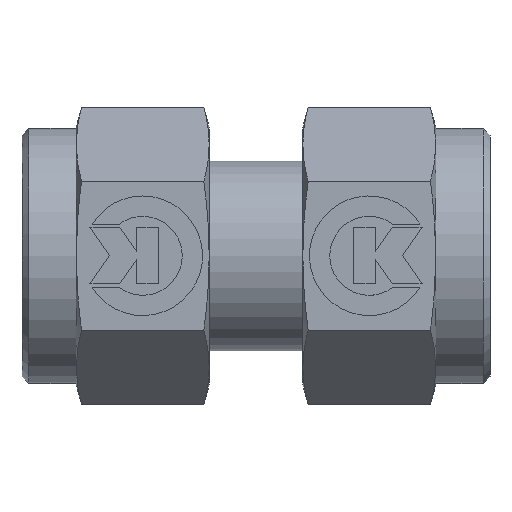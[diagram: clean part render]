
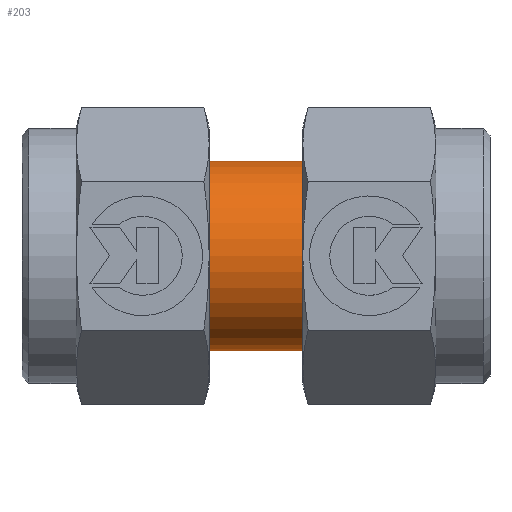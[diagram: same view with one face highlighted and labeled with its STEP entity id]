
A CAD part, top view. The second image highlights one B-rep face of the part: STEP entity #203.
In plain terms, the highlighted cylindrical face has radius 7 mm (diameter 14 mm), a partial arc.
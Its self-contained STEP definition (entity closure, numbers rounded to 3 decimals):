
#203 = ADVANCED_FACE( '', ( #428 ), #429, .T. );
#428 = FACE_OUTER_BOUND( '', #828, .T. );
#429 = CYLINDRICAL_SURFACE( '', #829, 7. );
#828 = EDGE_LOOP( '', ( #1391, #1392, #1393, #1394 ) );
#829 = AXIS2_PLACEMENT_3D( '', #1395, #1396, #1397 );
#1391 = ORIENTED_EDGE( '', *, *, #2641, .T. );
#1392 = ORIENTED_EDGE( '', *, *, #2682, .F. );
#1393 = ORIENTED_EDGE( '', *, *, #2643, .T. );
#1394 = ORIENTED_EDGE( '', *, *, #2681, .T. );
#1395 = CARTESIAN_POINT( '', ( 0., 0., 0. ) );
#1396 = DIRECTION( '', ( 1., 0., 0. ) );
#1397 = DIRECTION( '', ( 0., 1., 0. ) );
#2641 = EDGE_CURVE( '', #3110, #3111, #3112, .T. );
#2643 = EDGE_CURVE( '', #3115, #3113, #3116, .T. );
#2681 = EDGE_CURVE( '', #3113, #3110, #3173, .T. );
#2682 = EDGE_CURVE( '', #3115, #3111, #3174, .T. );
#3110 = VERTEX_POINT( '', #3832 );
#3111 = VERTEX_POINT( '', #3833 );
#3112 = LINE( '', #3834, #3835 );
#3113 = VERTEX_POINT( '', #3836 );
#3115 = VERTEX_POINT( '', #3838 );
#3116 = LINE( '', #3839, #3840 );
#3173 = CIRCLE( '', #3909, 7. );
#3174 = CIRCLE( '', #3910, 7. );
#3832 = CARTESIAN_POINT( '', ( 9.4, 7., 0. ) );
#3833 = CARTESIAN_POINT( '', ( -9.4, 7., 0. ) );
#3834 = CARTESIAN_POINT( '', ( 0., 7., 0. ) );
#3835 = VECTOR( '', #5239, 1. );
#3836 = CARTESIAN_POINT( '', ( 9.4, -7., 0. ) );
#3838 = CARTESIAN_POINT( '', ( -9.4, -7., 0. ) );
#3839 = CARTESIAN_POINT( '', ( 0., -7., 0. ) );
#3840 = VECTOR( '', #5243, 1. );
#3909 = AXIS2_PLACEMENT_3D( '', #5331, #5332, #5333 );
#3910 = AXIS2_PLACEMENT_3D( '', #5334, #5335, #5336 );
#5239 = DIRECTION( '', ( -1., 0., 0. ) );
#5243 = DIRECTION( '', ( 1., 0., 0. ) );
#5331 = CARTESIAN_POINT( '', ( 9.4, 0., 0. ) );
#5332 = DIRECTION( '', ( -1., 0., 0. ) );
#5333 = DIRECTION( '', ( 0., 1., 0. ) );
#5334 = CARTESIAN_POINT( '', ( -9.4, 0., 0. ) );
#5335 = DIRECTION( '', ( -1., 0., 0. ) );
#5336 = DIRECTION( '', ( 0., 1., 0. ) );
